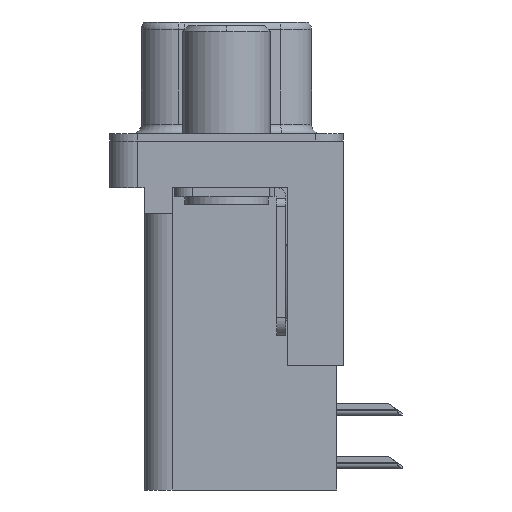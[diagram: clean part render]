
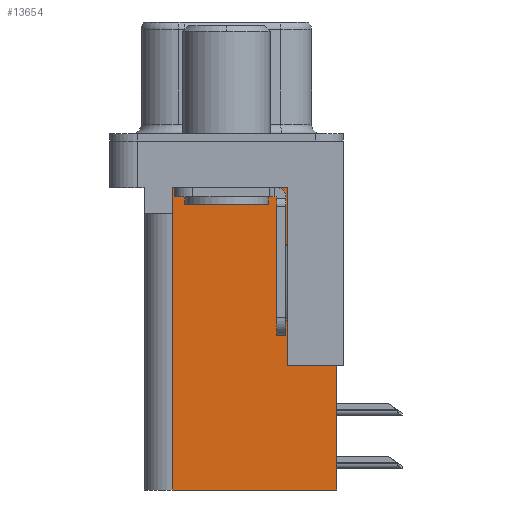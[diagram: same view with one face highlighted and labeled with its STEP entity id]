
A CAD part, left-side view. The second image highlights one B-rep face of the part: STEP entity #13654.
In plain terms, the highlighted planar face has unit normal (-1, 0, 0).
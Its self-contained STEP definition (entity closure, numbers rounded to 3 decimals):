
#309 = DIRECTION ( 'NONE',  ( 0., 1., 0. ) ) ;
#405 = VECTOR ( 'NONE', #12678, 1000. ) ;
#464 = DIRECTION ( 'NONE',  ( 0., 1., 0. ) ) ;
#1153 = ORIENTED_EDGE ( 'NONE', *, *, #20010, .F. ) ;
#1206 = AXIS2_PLACEMENT_3D ( 'NONE', #22246, #26782, #13286 ) ;
#1331 = CARTESIAN_POINT ( 'NONE',  ( 3.79, -6.295, -12.05 ) ) ;
#1378 = VECTOR ( 'NONE', #309, 1000. ) ;
#1615 = ORIENTED_EDGE ( 'NONE', *, *, #24755, .T. ) ;
#2658 = EDGE_LOOP ( 'NONE', ( #20478, #25725, #11271, #1153, #25620, #5898, #1615, #14831 ) ) ;
#3970 = VERTEX_POINT ( 'NONE', #25206 ) ;
#4405 = PLANE ( 'NONE',  #1206 ) ;
#4620 = VERTEX_POINT ( 'NONE', #8171 ) ;
#5847 = LINE ( 'NONE', #27213, #22976 ) ;
#5898 = ORIENTED_EDGE ( 'NONE', *, *, #6201, .F. ) ;
#6036 = EDGE_CURVE ( 'NONE', #3970, #17498, #5847, .T. ) ;
#6201 = EDGE_CURVE ( 'NONE', #16740, #21758, #15592, .T. ) ;
#7377 = CARTESIAN_POINT ( 'NONE',  ( 3.79, -3.295, -18.76 ) ) ;
#7414 = VECTOR ( 'NONE', #10109, 1000. ) ;
#7618 = CARTESIAN_POINT ( 'NONE',  ( 3.79, 2.925, -18.76 ) ) ;
#8171 = CARTESIAN_POINT ( 'NONE',  ( 3.79, -3.295, -12.05 ) ) ;
#8519 = LINE ( 'NONE', #7377, #9190 ) ;
#8609 = CARTESIAN_POINT ( 'NONE',  ( 3.79, -3.295, -2.5 ) ) ;
#9038 = VECTOR ( 'NONE', #464, 1000. ) ;
#9190 = VECTOR ( 'NONE', #20733, 1000. ) ;
#10109 = DIRECTION ( 'NONE',  ( 0., 1., 0. ) ) ;
#10632 = EDGE_CURVE ( 'NONE', #21758, #20233, #8519, .T. ) ;
#10762 = LINE ( 'NONE', #15085, #405 ) ;
#11052 = DIRECTION ( 'NONE',  ( 0., 0., -1. ) ) ;
#11271 = ORIENTED_EDGE ( 'NONE', *, *, #28327, .T. ) ;
#12123 = VERTEX_POINT ( 'NONE', #20847 ) ;
#12678 = DIRECTION ( 'NONE',  ( 0., 0., 1. ) ) ;
#13286 = DIRECTION ( 'NONE',  ( 0., 1., 0. ) ) ;
#13544 = DIRECTION ( 'NONE',  ( 0., 0., 1. ) ) ;
#13654 = ADVANCED_FACE ( 'NONE', ( #28715 ), #4405, .F. ) ;
#14207 = EDGE_CURVE ( 'NONE', #4620, #19883, #10762, .T. ) ;
#14831 = ORIENTED_EDGE ( 'NONE', *, *, #14207, .T. ) ;
#15085 = CARTESIAN_POINT ( 'NONE',  ( 3.79, -3.295, -18.76 ) ) ;
#15459 = VECTOR ( 'NONE', #13544, 1000. ) ;
#15592 = LINE ( 'NONE', #23999, #26167 ) ;
#16740 = VERTEX_POINT ( 'NONE', #26455 ) ;
#17498 = VERTEX_POINT ( 'NONE', #28895 ) ;
#19076 = LINE ( 'NONE', #27046, #1378 ) ;
#19883 = VERTEX_POINT ( 'NONE', #8609 ) ;
#20010 = EDGE_CURVE ( 'NONE', #20233, #12123, #21423, .T. ) ;
#20233 = VERTEX_POINT ( 'NONE', #7618 ) ;
#20406 = CARTESIAN_POINT ( 'NONE',  ( 3.79, -3.295, -2.5 ) ) ;
#20478 = ORIENTED_EDGE ( 'NONE', *, *, #23467, .T. ) ;
#20733 = DIRECTION ( 'NONE',  ( 0., 1., 0. ) ) ;
#20847 = CARTESIAN_POINT ( 'NONE',  ( 3.79, 2.925, -3.9 ) ) ;
#21423 = LINE ( 'NONE', #22484, #15459 ) ;
#21758 = VERTEX_POINT ( 'NONE', #25981 ) ;
#22246 = CARTESIAN_POINT ( 'NONE',  ( 3.79, -3.295, -18.76 ) ) ;
#22484 = CARTESIAN_POINT ( 'NONE',  ( 3.79, 2.925, -18.76 ) ) ;
#22976 = VECTOR ( 'NONE', #11052, 1000. ) ;
#23467 = EDGE_CURVE ( 'NONE', #19883, #3970, #26945, .T. ) ;
#23999 = CARTESIAN_POINT ( 'NONE',  ( 3.79, -5.925, -2. ) ) ;
#24173 = DIRECTION ( 'NONE',  ( 0., 0., -1. ) ) ;
#24755 = EDGE_CURVE ( 'NONE', #16740, #4620, #25285, .T. ) ;
#25206 = CARTESIAN_POINT ( 'NONE',  ( 3.79, 2.895, -2.5 ) ) ;
#25285 = LINE ( 'NONE', #1331, #7414 ) ;
#25620 = ORIENTED_EDGE ( 'NONE', *, *, #10632, .F. ) ;
#25725 = ORIENTED_EDGE ( 'NONE', *, *, #6036, .T. ) ;
#25981 = CARTESIAN_POINT ( 'NONE',  ( 3.79, -5.925, -18.76 ) ) ;
#26167 = VECTOR ( 'NONE', #24173, 1000. ) ;
#26455 = CARTESIAN_POINT ( 'NONE',  ( 3.79, -5.925, -12.05 ) ) ;
#26782 = DIRECTION ( 'NONE',  ( 1., 0., 0. ) ) ;
#26945 = LINE ( 'NONE', #20406, #9038 ) ;
#27046 = CARTESIAN_POINT ( 'NONE',  ( 3.79, 0., -3.9 ) ) ;
#27213 = CARTESIAN_POINT ( 'NONE',  ( 3.79, 2.895, -3.9 ) ) ;
#28327 = EDGE_CURVE ( 'NONE', #17498, #12123, #19076, .T. ) ;
#28715 = FACE_OUTER_BOUND ( 'NONE', #2658, .T. ) ;
#28895 = CARTESIAN_POINT ( 'NONE',  ( 3.79, 2.895, -3.9 ) ) ;
